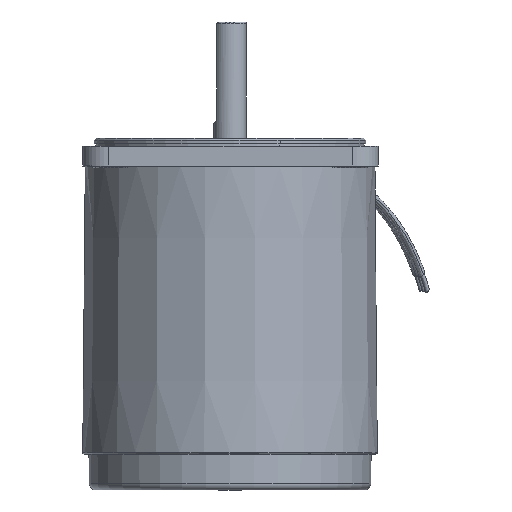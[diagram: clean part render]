
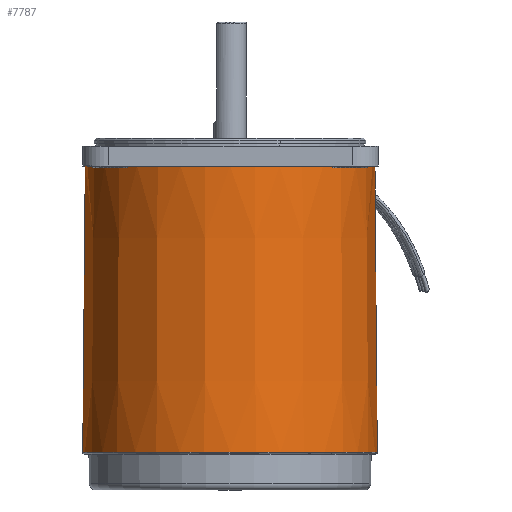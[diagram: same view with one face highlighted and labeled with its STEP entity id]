
A CAD part, left-side view. The second image highlights one B-rep face of the part: STEP entity #7787.
In plain terms, the highlighted conical face has half-angle 0.5 degrees and reference radius 45.1 mm.
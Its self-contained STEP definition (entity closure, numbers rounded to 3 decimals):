
#459 = CARTESIAN_POINT ( 'NONE',  ( 11.504, 0., 45. ) ) ;
#490 = CARTESIAN_POINT ( 'NONE',  ( 11.504, 0., -45. ) ) ;
#6287 = DIRECTION ( 'NONE',  ( 0., 0., 1. ) ) ;
#6288 = DIRECTION ( 'NONE',  ( 1., 0., 0. ) ) ;
#6289 = CARTESIAN_POINT ( 'NONE',  ( 11.504, 0., 0. ) ) ;
#6290 = AXIS2_PLACEMENT_3D ( 'NONE', #6289, #6288, #6287 ) ;
#6291 = CIRCLE ( 'NONE', #6290, 45. ) ;
#6480 = DIRECTION ( 'NONE',  ( -1., 0., 0.009 ) ) ;
#6483 = DIRECTION ( 'NONE',  ( 0., 0., -1. ) ) ;
#6484 = DIRECTION ( 'NONE',  ( 1., 0., 0. ) ) ;
#6485 = AXIS2_PLACEMENT_3D ( 'NONE', #6501, #6484, #6483 ) ;
#6489 = VECTOR ( 'NONE', #6480, 1000. ) ;
#6491 = CARTESIAN_POINT ( 'NONE',  ( 0., 0., 45.1 ) ) ;
#6501 = CARTESIAN_POINT ( 'NONE',  ( 99., 0., 0. ) ) ;
#6509 = LINE ( 'NONE', #6491, #6489 ) ;
#6520 = CIRCLE ( 'NONE', #6485, 44.236 ) ;
#6613 = DIRECTION ( 'NONE',  ( -1., 0., -0.009 ) ) ;
#6614 = VECTOR ( 'NONE', #6613, 1000. ) ;
#6618 = CARTESIAN_POINT ( 'NONE',  ( 0., 0., -45.1 ) ) ;
#6619 = LINE ( 'NONE', #6618, #6614 ) ;
#7095 = VERTEX_POINT ( 'NONE', #459 ) ;
#7119 = VERTEX_POINT ( 'NONE', #490 ) ;
#7472 = EDGE_LOOP ( 'NONE', ( #7474, #7484, #7575, #7666 ) ) ;
#7474 = ORIENTED_EDGE ( 'NONE', *, *, #7577, .F. ) ;
#7483 = EDGE_CURVE ( 'NONE', #7095, #7119, #6291, .T. ) ;
#7484 = ORIENTED_EDGE ( 'NONE', *, *, #7578, .T. ) ;
#7575 = ORIENTED_EDGE ( 'NONE', *, *, #7483, .T. ) ;
#7577 = EDGE_CURVE ( 'NONE', #7771, #7770, #6520, .T. ) ;
#7578 = EDGE_CURVE ( 'NONE', #7771, #7095, #6509, .T. ) ;
#7635 = EDGE_CURVE ( 'NONE', #7770, #7119, #6619, .T. ) ;
#7666 = ORIENTED_EDGE ( 'NONE', *, *, #7635, .F. ) ;
#7770 = VERTEX_POINT ( 'NONE', #8406 ) ;
#7771 = VERTEX_POINT ( 'NONE', #8468 ) ;
#7787 = ADVANCED_FACE ( 'NONE', ( #8461 ), #8470, .T. ) ;
#8406 = CARTESIAN_POINT ( 'NONE',  ( 99., 0., -44.236 ) ) ;
#8443 = AXIS2_PLACEMENT_3D ( 'NONE', #8456, #8455, #8504 ) ;
#8455 = DIRECTION ( 'NONE',  ( -1., 0., 0. ) ) ;
#8456 = CARTESIAN_POINT ( 'NONE',  ( 0., 0., 0. ) ) ;
#8461 = FACE_OUTER_BOUND ( 'NONE', #7472, .T. ) ;
#8468 = CARTESIAN_POINT ( 'NONE',  ( 99., 0., 44.236 ) ) ;
#8470 = CONICAL_SURFACE ( 'NONE', #8443, 45.1, 0.009 ) ;
#8504 = DIRECTION ( 'NONE',  ( 0., 0., -1. ) ) ;
